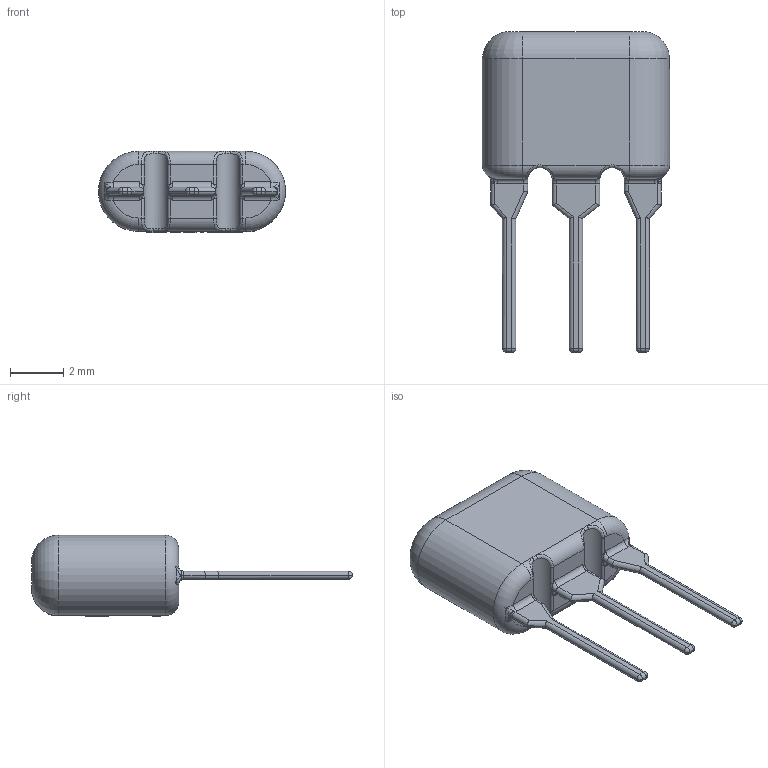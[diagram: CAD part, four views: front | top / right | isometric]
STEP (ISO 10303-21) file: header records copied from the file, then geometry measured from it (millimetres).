
FILE_DESCRIPTION (( 'STEP AP214' ), '1' );
FILE_NAME ('10.7MHZ ceramic filter_kourosh.STEP', '2023-08-03T17:35:33', ( '' ), ( '' ), 'SwSTEP 2.0', 'SolidWorks 2020', '' );
FILE_SCHEMA (( 'AUTOMOTIVE_DESIGN' ));
Length unit declared in the file: millimetre
Products named in the file (1): 10.7MHZ ceramic filter_kourosh
Bounding box: 7 x 12 x 3.05 mm (x, y, z)
Volume: 102.7 mm3; surface area: 156.4 mm2
Topology: 1 solids, 1 shells, 307 faces, 760 edges, 456 vertices
Faces by surface type: bspline 105, plane 99, cylinder 74, torus 17, sphere 12
Entity records: 14975 total; most frequent: CARTESIAN_POINT 5269, ORIENTED_EDGE 1488, DIRECTION 990, EDGE_CURVE 744, VERTEX_POINT 456, VECTOR 332, LINE 332, AXIS2_PLACEMENT_3D 329
